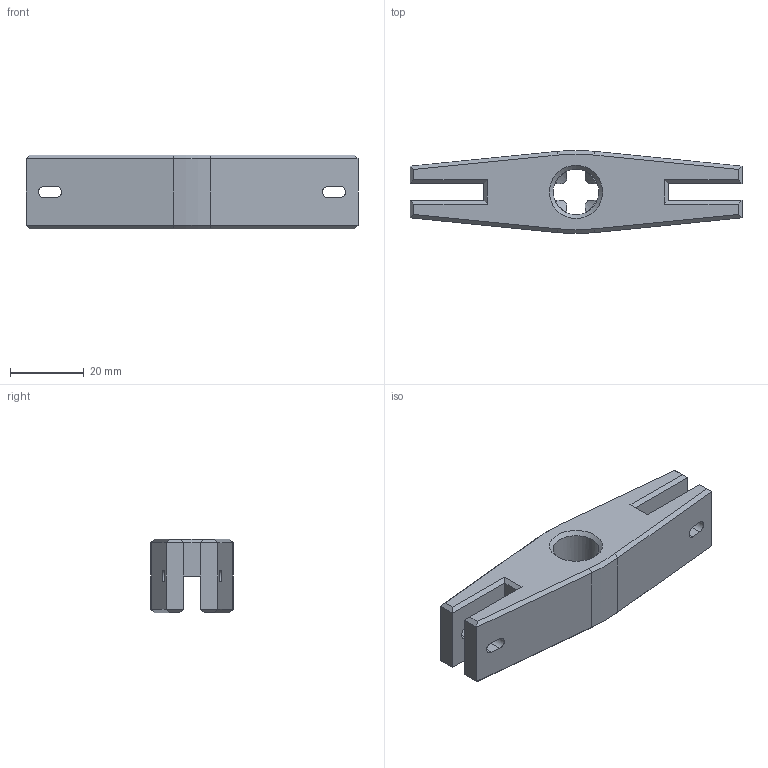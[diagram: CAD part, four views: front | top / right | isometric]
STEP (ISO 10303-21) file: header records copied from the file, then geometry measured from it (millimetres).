
FILE_DESCRIPTION(('FreeCAD Model'),'2;1');
FILE_NAME('InnerShaftClamp.step','2015-10-29T19:50:46',('Author'),(''), 'Open CASCADE STEP processor 6.8','FreeCAD','Unknown');
FILE_SCHEMA(('AUTOMOTIVE_DESIGN_CC2 { 1 2 10303 214 -1 1 5 4 }'));
Length unit declared in the file: millimetre
Products named in the file (1): Chamfer004
Bounding box: 90 x 22.45 x 20 mm (x, y, z)
Volume: 24823.3 mm3; surface area: 9759.1 mm2
Topology: 1 solids, 1 shells, 107 faces, 265 edges, 159 vertices
Faces by surface type: plane 79, cylinder 15, cone 13
Full cylindrical faces by diameter (mm): 12.4 x1
Entity records: 6691 total; most frequent: CARTESIAN_POINT 1490, DIRECTION 929, LINE 560, VECTOR 560, ORIENTED_EDGE 530, PCURVE 530, DEFINITIONAL_REPRESENTATION 530, EDGE_CURVE 265
